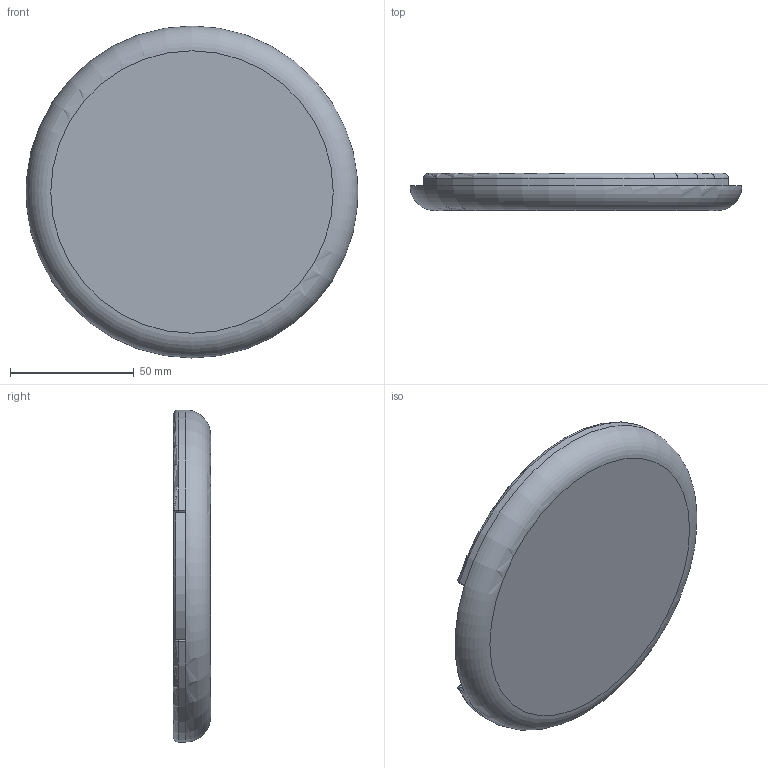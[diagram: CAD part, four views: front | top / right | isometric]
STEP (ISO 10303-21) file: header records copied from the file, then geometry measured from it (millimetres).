
FILE_DESCRIPTION(/* description */ (''),/* implementation_level */ '2;1');
FILE_NAME(/* name */ 'Head Plate Cover Cap.stp',/* time_stamp */ '2025-10-23T16:22:26-04:00',/* author */ ('mumin'),/* organization */ (''),/* preprocessor_version */ 'ST-DEVELOPER v20',/* originating_system */ 'Autodesk Inventor 2025',/* authorisation */ '');
FILE_SCHEMA (('AUTOMOTIVE_DESIGN { 1 0 10303 214 3 1 1 }'));
Length unit declared in the file: millimetre
Products named in the file (1): Head Plate Cover Cap
Bounding box: 133.7 x 15 x 134 mm (x, y, z)
Volume: 167221.4 mm3; surface area: 34345.4 mm2
Topology: 1 solids, 1 shells, 44 faces, 103 edges, 62 vertices
Faces by surface type: plane 17, cylinder 9, bspline 8, cone 7, torus 3
Full cylindrical faces by diameter (mm): 83.6 x1
Entity records: 1611 total; most frequent: CARTESIAN_POINT 594, ORIENTED_EDGE 206, DIRECTION 194, EDGE_CURVE 103, AXIS2_PLACEMENT_3D 70, VERTEX_POINT 62, LINE 54, VECTOR 54
